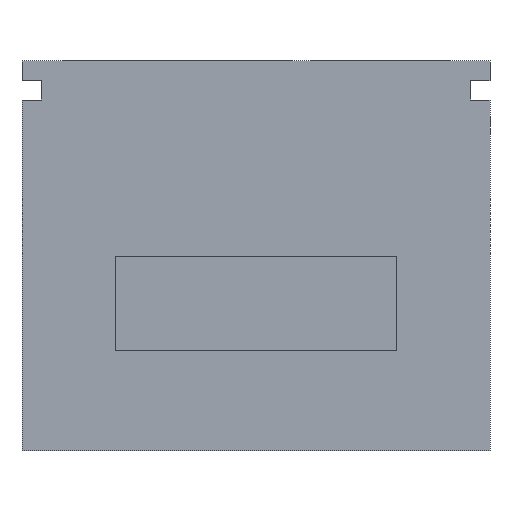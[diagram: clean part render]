
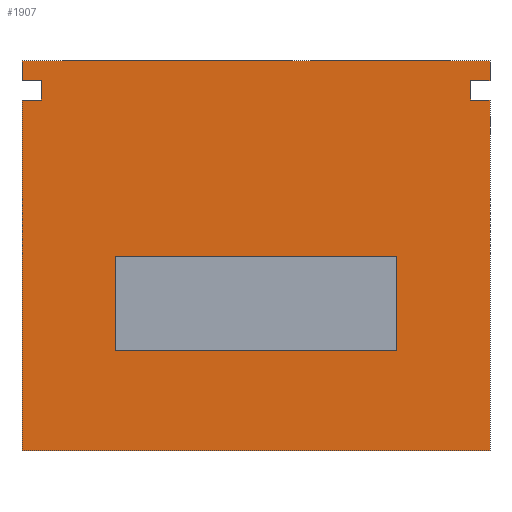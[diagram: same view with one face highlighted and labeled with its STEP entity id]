
A CAD part, front view. The second image highlights one B-rep face of the part: STEP entity #1907.
In plain terms, the highlighted planar face has unit normal (0, -1, 0).
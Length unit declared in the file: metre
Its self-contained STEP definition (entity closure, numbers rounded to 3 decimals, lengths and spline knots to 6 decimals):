
#100=ORIENTED_EDGE('',*,*,#652,.F.);
#101=ORIENTED_EDGE('',*,*,#653,.T.);
#102=ORIENTED_EDGE('',*,*,#654,.T.);
#103=ORIENTED_EDGE('',*,*,#655,.F.);
#104=ORIENTED_EDGE('',*,*,#656,.F.);
#105=ORIENTED_EDGE('',*,*,#657,.F.);
#106=ORIENTED_EDGE('',*,*,#658,.T.);
#107=ORIENTED_EDGE('',*,*,#659,.T.);
#108=ORIENTED_EDGE('',*,*,#660,.F.);
#109=ORIENTED_EDGE('',*,*,#661,.T.);
#110=ORIENTED_EDGE('',*,*,#662,.T.);
#111=ORIENTED_EDGE('',*,*,#663,.F.);
#112=ORIENTED_EDGE('',*,*,#664,.T.);
#113=ORIENTED_EDGE('',*,*,#665,.T.);
#114=ORIENTED_EDGE('',*,*,#666,.F.);
#115=ORIENTED_EDGE('',*,*,#667,.F.);
#652=EDGE_CURVE('',#928,#929,#1110,.T.);
#653=EDGE_CURVE('',#928,#930,#1111,.T.);
#654=EDGE_CURVE('',#930,#931,#1112,.T.);
#655=EDGE_CURVE('',#932,#931,#1113,.T.);
#656=EDGE_CURVE('',#933,#932,#1114,.T.);
#657=EDGE_CURVE('',#934,#933,#1115,.T.);
#658=EDGE_CURVE('',#934,#935,#1116,.T.);
#659=EDGE_CURVE('',#935,#936,#1117,.T.);
#660=EDGE_CURVE('',#937,#936,#1118,.T.);
#661=EDGE_CURVE('',#937,#938,#1119,.T.);
#662=EDGE_CURVE('',#938,#939,#1120,.T.);
#663=EDGE_CURVE('',#929,#939,#1121,.T.);
#664=EDGE_CURVE('',#940,#941,#1122,.T.);
#665=EDGE_CURVE('',#941,#942,#1123,.T.);
#666=EDGE_CURVE('',#943,#942,#1124,.T.);
#667=EDGE_CURVE('',#940,#943,#1125,.T.);
#928=VERTEX_POINT('',#2739);
#929=VERTEX_POINT('',#2740);
#930=VERTEX_POINT('',#2742);
#931=VERTEX_POINT('',#2744);
#932=VERTEX_POINT('',#2746);
#933=VERTEX_POINT('',#2748);
#934=VERTEX_POINT('',#2750);
#935=VERTEX_POINT('',#2752);
#936=VERTEX_POINT('',#2754);
#937=VERTEX_POINT('',#2756);
#938=VERTEX_POINT('',#2758);
#939=VERTEX_POINT('',#2760);
#940=VERTEX_POINT('',#2763);
#941=VERTEX_POINT('',#2764);
#942=VERTEX_POINT('',#2766);
#943=VERTEX_POINT('',#2768);
#1110=LINE('',#2738,#1352);
#1111=LINE('',#2741,#1353);
#1112=LINE('',#2743,#1354);
#1113=LINE('',#2745,#1355);
#1114=LINE('',#2747,#1356);
#1115=LINE('',#2749,#1357);
#1116=LINE('',#2751,#1358);
#1117=LINE('',#2753,#1359);
#1118=LINE('',#2755,#1360);
#1119=LINE('',#2757,#1361);
#1120=LINE('',#2759,#1362);
#1121=LINE('',#2761,#1363);
#1122=LINE('',#2762,#1364);
#1123=LINE('',#2765,#1365);
#1124=LINE('',#2767,#1366);
#1125=LINE('',#2769,#1367);
#1352=VECTOR('',#2201,1.);
#1353=VECTOR('',#2202,1.);
#1354=VECTOR('',#2203,1.);
#1355=VECTOR('',#2204,1.);
#1356=VECTOR('',#2205,1.);
#1357=VECTOR('',#2206,1.);
#1358=VECTOR('',#2207,1.);
#1359=VECTOR('',#2208,1.);
#1360=VECTOR('',#2209,1.);
#1361=VECTOR('',#2210,1.);
#1362=VECTOR('',#2211,1.);
#1363=VECTOR('',#2212,1.);
#1364=VECTOR('',#2213,1.);
#1365=VECTOR('',#2214,1.);
#1366=VECTOR('',#2215,1.);
#1367=VECTOR('',#2216,1.);
#1570=EDGE_LOOP('',(#100,#101,#102,#103,#104,#105,#106,#107,#108,#109,#110,
#111));
#1571=EDGE_LOOP('',(#112,#113,#114,#115));
#1700=FACE_BOUND('',#1570,.T.);
#1701=FACE_BOUND('',#1571,.T.);
#1825=PLANE('',#2025);
#1907=ADVANCED_FACE('',(#1700,#1701),#1825,.T.);
#2025=AXIS2_PLACEMENT_3D('',#2737,#2199,#2200);
#2199=DIRECTION('',(0.,-1.,0.));
#2200=DIRECTION('',(0.,0.,-1.));
#2201=DIRECTION('',(0.,0.,1.));
#2202=DIRECTION('',(-1.,0.,0.));
#2203=DIRECTION('',(0.,0.,-1.));
#2204=DIRECTION('',(-1.,0.,0.));
#2205=DIRECTION('',(0.,0.,-1.));
#2206=DIRECTION('',(1.,0.,0.));
#2207=DIRECTION('',(0.,0.,1.));
#2208=DIRECTION('',(1.,0.,0.));
#2209=DIRECTION('',(0.,0.,-1.));
#2210=DIRECTION('',(-1.,0.,0.));
#2211=DIRECTION('',(0.,0.,-1.));
#2212=DIRECTION('',(-1.,0.,0.));
#2213=DIRECTION('',(0.,0.,1.));
#2214=DIRECTION('',(1.,0.,0.));
#2215=DIRECTION('',(0.,0.,1.));
#2216=DIRECTION('',(1.,0.,0.));
#2737=CARTESIAN_POINT('',(-0.0025,0.,0.1));
#2738=CARTESIAN_POINT('',(0.,0.,0.0925));
#2739=CARTESIAN_POINT('',(0.,0.,0.09));
#2740=CARTESIAN_POINT('',(0.,0.,0.095));
#2741=CARTESIAN_POINT('',(-0.0025,0.,0.09));
#2742=CARTESIAN_POINT('',(-0.005,0.,0.09));
#2743=CARTESIAN_POINT('',(-0.005,0.,0.1));
#2744=CARTESIAN_POINT('',(-0.005,0.,0.));
#2745=CARTESIAN_POINT('',(-0.0025,0.,0.));
#2746=CARTESIAN_POINT('',(0.115,0.,0.));
#2747=CARTESIAN_POINT('',(0.115,0.,0.1));
#2748=CARTESIAN_POINT('',(0.115,0.,0.09));
#2749=CARTESIAN_POINT('',(0.1125,0.,0.09));
#2750=CARTESIAN_POINT('',(0.11,0.,0.09));
#2751=CARTESIAN_POINT('',(0.11,0.,0.0925));
#2752=CARTESIAN_POINT('',(0.11,0.,0.095));
#2753=CARTESIAN_POINT('',(0.1125,0.,0.095));
#2754=CARTESIAN_POINT('',(0.115,0.,0.095));
#2755=CARTESIAN_POINT('',(0.115,0.,0.1));
#2756=CARTESIAN_POINT('',(0.115,0.,0.1));
#2757=CARTESIAN_POINT('',(-0.0025,0.,0.1));
#2758=CARTESIAN_POINT('',(-0.005,0.,0.1));
#2759=CARTESIAN_POINT('',(-0.005,0.,0.1));
#2760=CARTESIAN_POINT('',(-0.005,0.,0.095));
#2761=CARTESIAN_POINT('',(-0.0025,0.,0.095));
#2762=CARTESIAN_POINT('',(0.0189,0.,0.1));
#2763=CARTESIAN_POINT('',(0.0189,0.,0.0258));
#2764=CARTESIAN_POINT('',(0.0189,0.,0.05));
#2765=CARTESIAN_POINT('',(-0.0025,0.,0.05));
#2766=CARTESIAN_POINT('',(0.0911,0.,0.05));
#2767=CARTESIAN_POINT('',(0.0911,0.,0.1));
#2768=CARTESIAN_POINT('',(0.0911,0.,0.0258));
#2769=CARTESIAN_POINT('',(-0.0025,0.,0.0258));
